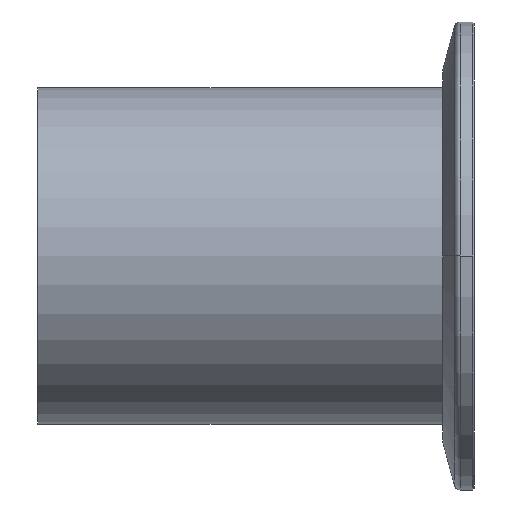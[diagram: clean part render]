
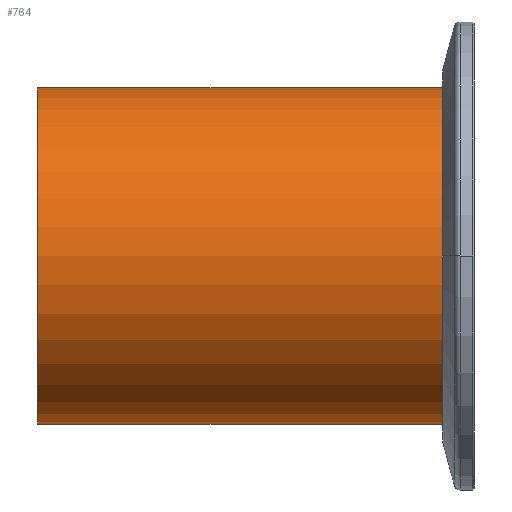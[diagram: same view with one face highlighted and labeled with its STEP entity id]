
A CAD part, left-side view. The second image highlights one B-rep face of the part: STEP entity #764.
In plain terms, the highlighted cylindrical face has radius 27 mm (diameter 54 mm), a partial arc.
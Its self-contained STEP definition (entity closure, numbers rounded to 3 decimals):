
#7 = DIRECTION ( 'NONE',  ( 0., 0., -1. ) ) ;
#49 = EDGE_CURVE ( 'NONE', #503, #297, #405, .T. ) ;
#104 = EDGE_LOOP ( 'NONE', ( #144, #641, #568, #818 ) ) ;
#144 = ORIENTED_EDGE ( 'NONE', *, *, #608, .F. ) ;
#155 = CARTESIAN_POINT ( 'NONE',  ( 66.5, 0., 0. ) ) ;
#165 = EDGE_CURVE ( 'NONE', #604, #297, #346, .T. ) ;
#176 = VECTOR ( 'NONE', #528, 1000. ) ;
#255 = AXIS2_PLACEMENT_3D ( 'NONE', #155, #591, #457 ) ;
#278 = CARTESIAN_POINT ( 'NONE',  ( 66.5, 0., 27. ) ) ;
#283 = LINE ( 'NONE', #507, #456 ) ;
#297 = VERTEX_POINT ( 'NONE', #545 ) ;
#315 = CYLINDRICAL_SURFACE ( 'NONE', #773, 27. ) ;
#317 = VERTEX_POINT ( 'NONE', #339 ) ;
#318 = AXIS2_PLACEMENT_3D ( 'NONE', #401, #463, #7 ) ;
#326 = CARTESIAN_POINT ( 'NONE',  ( 66.5, 0., 0. ) ) ;
#339 = CARTESIAN_POINT ( 'NONE',  ( 66.5, 0., -27. ) ) ;
#346 = LINE ( 'NONE', #398, #176 ) ;
#379 = CARTESIAN_POINT ( 'NONE',  ( 0., 0., -27. ) ) ;
#398 = CARTESIAN_POINT ( 'NONE',  ( 66.5, 0., 27. ) ) ;
#401 = CARTESIAN_POINT ( 'NONE',  ( 0., 0., 0. ) ) ;
#405 = CIRCLE ( 'NONE', #318, 27. ) ;
#455 = EDGE_CURVE ( 'NONE', #317, #503, #283, .T. ) ;
#456 = VECTOR ( 'NONE', #502, 1000. ) ;
#457 = DIRECTION ( 'NONE',  ( 0., 0., -1. ) ) ;
#463 = DIRECTION ( 'NONE',  ( 1., 0., 0. ) ) ;
#502 = DIRECTION ( 'NONE',  ( -1., 0., 0. ) ) ;
#503 = VERTEX_POINT ( 'NONE', #379 ) ;
#507 = CARTESIAN_POINT ( 'NONE',  ( 66.5, 0., -27. ) ) ;
#528 = DIRECTION ( 'NONE',  ( -1., 0., 0. ) ) ;
#529 = FACE_OUTER_BOUND ( 'NONE', #104, .T. ) ;
#545 = CARTESIAN_POINT ( 'NONE',  ( 0., 0., 27. ) ) ;
#568 = ORIENTED_EDGE ( 'NONE', *, *, #49, .T. ) ;
#591 = DIRECTION ( 'NONE',  ( 1., 0., 0. ) ) ;
#604 = VERTEX_POINT ( 'NONE', #278 ) ;
#608 = EDGE_CURVE ( 'NONE', #317, #604, #623, .T. ) ;
#612 = DIRECTION ( 'NONE',  ( 0., 0., 1. ) ) ;
#623 = CIRCLE ( 'NONE', #255, 27. ) ;
#641 = ORIENTED_EDGE ( 'NONE', *, *, #455, .T. ) ;
#699 = DIRECTION ( 'NONE',  ( -1., 0., 0. ) ) ;
#764 = ADVANCED_FACE ( 'NONE', ( #529 ), #315, .T. ) ;
#773 = AXIS2_PLACEMENT_3D ( 'NONE', #326, #699, #612 ) ;
#818 = ORIENTED_EDGE ( 'NONE', *, *, #165, .F. ) ;
